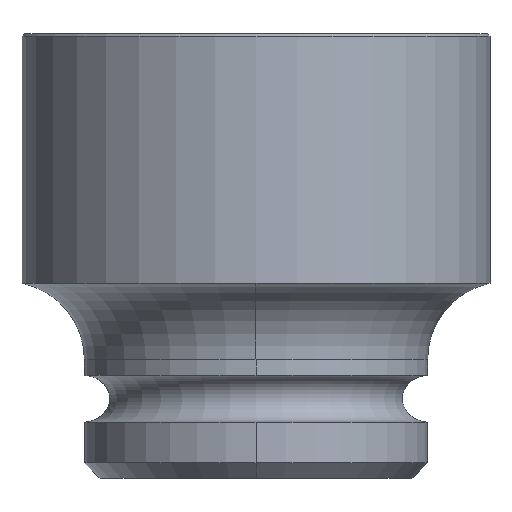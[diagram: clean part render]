
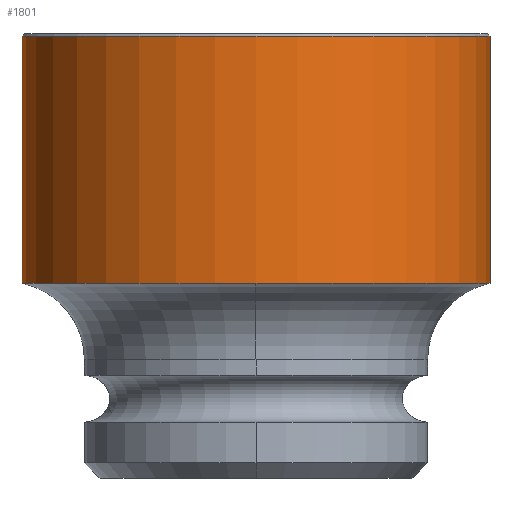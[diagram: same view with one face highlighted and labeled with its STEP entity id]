
A CAD part, left-side view. The second image highlights one B-rep face of the part: STEP entity #1801.
In plain terms, the highlighted cylindrical face has radius 30 mm (diameter 60 mm), a partial arc.
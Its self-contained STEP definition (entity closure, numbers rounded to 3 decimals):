
#343=DIRECTION('',(0.,0.,1.));
#344=VECTOR('',#343,31.7);
#345=CARTESIAN_POINT('',(0.,30.,25.));
#346=LINE('',#345,#344);
#347=DIRECTION('',(0.,0.,1.));
#348=VECTOR('',#347,31.7);
#349=CARTESIAN_POINT('',(0.,-30.,
25.));
#350=LINE('',#349,#348);
#791=CARTESIAN_POINT('',(0.,0.,56.7));
#792=DIRECTION('',(0.,0.,1.));
#793=DIRECTION('',(0.,1.,0.));
#794=AXIS2_PLACEMENT_3D('',#791,#792,#793);
#796=CARTESIAN_POINT('',(0.,0.,25.));
#797=DIRECTION('',(0.,0.,1.));
#798=DIRECTION('',(-1.,0.,0.));
#799=AXIS2_PLACEMENT_3D('',#796,#797,#798);
#801=CARTESIAN_POINT('',(0.,0.,25.));
#802=DIRECTION('',(0.,0.,1.));
#803=DIRECTION('',(0.,1.,0.));
#804=AXIS2_PLACEMENT_3D('',#801,#802,#803);
#903=CARTESIAN_POINT('',(0.,30.,25.));
#904=CARTESIAN_POINT('',(-30.,0.,25.));
#905=VERTEX_POINT('',#903);
#906=VERTEX_POINT('',#904);
#911=CARTESIAN_POINT('',(0.,-30.,25.));
#912=VERTEX_POINT('',#911);
#944=CARTESIAN_POINT('',(0.,-30.,56.7));
#945=CARTESIAN_POINT('',(0.,30.,56.7));
#946=VERTEX_POINT('',#944);
#947=VERTEX_POINT('',#945);
#1788=CARTESIAN_POINT('',(0.,0.,23.4));
#1789=DIRECTION('',(0.,0.,1.));
#1790=DIRECTION('',(0.,1.,0.));
#1791=AXIS2_PLACEMENT_3D('',#1788,#1789,#1790);
#1792=CYLINDRICAL_SURFACE('',#1791,30.);
#1793=ORIENTED_EDGE('',*,*,#1782,.T.);
#1794=ORIENTED_EDGE('',*,*,#1246,.F.);
#1796=ORIENTED_EDGE('',*,*,#1795,.F.);
#1797=ORIENTED_EDGE('',*,*,#1225,.F.);
#1798=ORIENTED_EDGE('',*,*,#1243,.T.);
#1799=EDGE_LOOP('',(#1793,#1794,#1796,#1797,#1798));
#1800=FACE_OUTER_BOUND('',#1799,.F.);
#1801=ADVANCED_FACE('',(#1800),#1792,.T.);
#795=CIRCLE('',#794,30.);
#800=CIRCLE('',#799,30.);
#805=CIRCLE('',#804,30.);
#1225=EDGE_CURVE('',#905,#906,#805,.T.);
#1243=EDGE_CURVE('',#905,#947,#346,.T.);
#1246=EDGE_CURVE('',#912,#946,#350,.T.);
#1782=EDGE_CURVE('',#947,#946,#795,.T.);
#1795=EDGE_CURVE('',#906,#912,#800,.T.);
